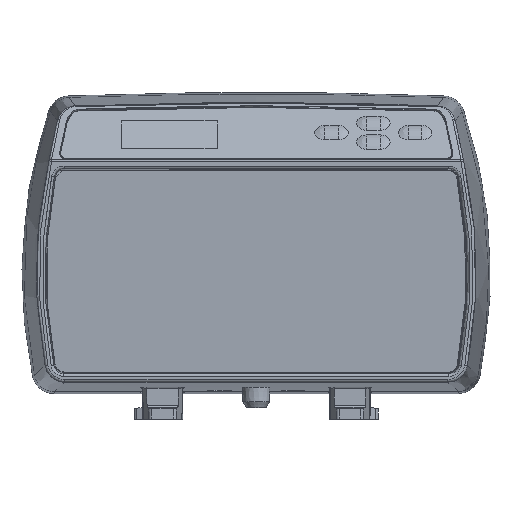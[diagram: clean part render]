
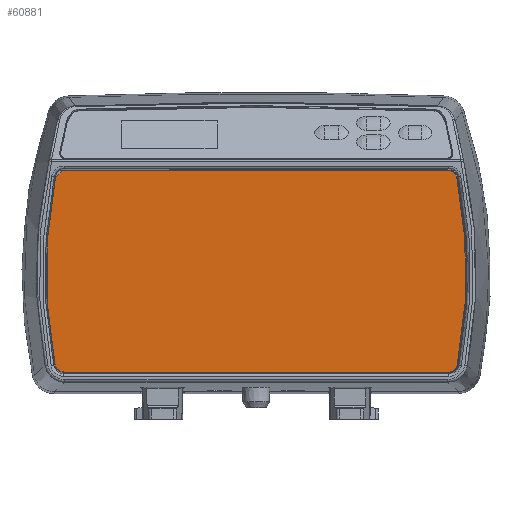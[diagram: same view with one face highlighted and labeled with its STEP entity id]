
A CAD part, top view. The second image highlights one B-rep face of the part: STEP entity #60881.
In plain terms, the highlighted planar face has unit normal (-0.052, 0, 0.999).
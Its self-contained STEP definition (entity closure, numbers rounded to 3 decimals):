
#60459=CARTESIAN_POINT('',(-57.285,30.497,
8.715));
#60460=CARTESIAN_POINT('',(-57.464,30.497,
8.706));
#60461=CARTESIAN_POINT('',(-57.689,30.475,
8.694));
#60462=CARTESIAN_POINT('',(-57.908,30.425,
8.682));
#60463=CARTESIAN_POINT('',(-57.953,30.414,
8.68));
#60465=DIRECTION('',(-0.999,-0.001,-0.052));
#60466=VECTOR('',#60465,114.658);
#60467=CARTESIAN_POINT('',(57.215,30.602,14.716));
#60468=LINE('',#60467,#60466);
#60469=CARTESIAN_POINT('',(59.915,28.387,14.857));
#60470=CARTESIAN_POINT('',(59.88,28.561,14.855));
#60471=CARTESIAN_POINT('',(59.776,28.908,14.85));
#60472=CARTESIAN_POINT('',(59.521,29.388,14.836));
#60473=CARTESIAN_POINT('',(59.176,29.809,14.818));
#60474=CARTESIAN_POINT('',(58.756,30.153,14.796));
#60475=CARTESIAN_POINT('',(58.276,30.41,14.771));
#60476=CARTESIAN_POINT('',(57.755,30.567,14.744));
#60477=CARTESIAN_POINT('',(57.393,30.602,14.725));
#60478=CARTESIAN_POINT('',(57.215,30.602,14.716));
#60480=CARTESIAN_POINT('',(60.067,-27.604,
14.865));
#60481=CARTESIAN_POINT('',(60.509,-25.3,
14.888));
#60482=CARTESIAN_POINT('',(61.282,-20.669,
14.929));
#60483=CARTESIAN_POINT('',(62.107,-13.676,
14.972));
#60484=CARTESIAN_POINT('',(62.595,-6.65,
14.998));
#60485=CARTESIAN_POINT('',(62.746,0.391,
15.006));
#60486=CARTESIAN_POINT('',(62.558,7.434,14.996));
#60487=CARTESIAN_POINT('',(62.032,14.46,14.968));
#60488=CARTESIAN_POINT('',(61.168,21.454,14.923));
#60489=CARTESIAN_POINT('',(60.37,26.083,14.881));
#60490=CARTESIAN_POINT('',(59.915,28.387,14.857));
#60492=CARTESIAN_POINT('',(57.364,-29.833,
14.723));
#60493=CARTESIAN_POINT('',(57.544,-29.834,
14.733));
#60494=CARTESIAN_POINT('',(57.907,-29.798,
14.752));
#60495=CARTESIAN_POINT('',(58.43,-29.64,
14.779));
#60496=CARTESIAN_POINT('',(58.912,-29.381,
14.805));
#60497=CARTESIAN_POINT('',(59.332,-29.034,
14.827));
#60498=CARTESIAN_POINT('',(59.676,-28.611,
14.845));
#60499=CARTESIAN_POINT('',(59.931,-28.128,
14.858));
#60500=CARTESIAN_POINT('',(60.034,-27.779,
14.863));
#60501=CARTESIAN_POINT('',(60.067,-27.604,
14.865));
#60503=DIRECTION('',(0.999,-0.001,0.052));
#60504=VECTOR('',#60503,114.956);
#60505=CARTESIAN_POINT('',(-57.434,-29.728,
8.707));
#60506=LINE('',#60505,#60504);
#60507=CARTESIAN_POINT('',(-60.133,-27.492,
8.566));
#60508=CARTESIAN_POINT('',(-60.1,-27.667,
8.567));
#60509=CARTESIAN_POINT('',(-59.997,-28.017,
8.573));
#60510=CARTESIAN_POINT('',(-59.743,-28.501,
8.586));
#60511=CARTESIAN_POINT('',(-59.398,-28.925,
8.604));
#60512=CARTESIAN_POINT('',(-58.978,-29.273,
8.626));
#60513=CARTESIAN_POINT('',(-58.498,-29.533,
8.651));
#60514=CARTESIAN_POINT('',(-57.975,-29.692,
8.679));
#60515=CARTESIAN_POINT('',(-57.613,-29.728,
8.698));
#60516=CARTESIAN_POINT('',(-57.434,-29.728,
8.707));
#60518=CARTESIAN_POINT('',(-59.982,28.275,
8.574));
#60519=CARTESIAN_POINT('',(-60.432,25.982,
8.55));
#60520=CARTESIAN_POINT('',(-61.223,21.373,
8.509));
#60521=CARTESIAN_POINT('',(-62.078,14.411,
8.464));
#60522=CARTESIAN_POINT('',(-62.6,7.416,
8.436));
#60523=CARTESIAN_POINT('',(-62.787,0.402,
8.427));
#60524=CARTESIAN_POINT('',(-62.639,-6.612,
8.434));
#60525=CARTESIAN_POINT('',(-62.155,-13.612,
8.46));
#60526=CARTESIAN_POINT('',(-61.338,-20.581,
8.503));
#60527=CARTESIAN_POINT('',(-60.571,-25.195,
8.543));
#60528=CARTESIAN_POINT('',(-60.133,-27.492,
8.566));
#60530=CARTESIAN_POINT('',(-59.951,28.414,
8.575));
#60531=CARTESIAN_POINT('',(-59.962,28.368,
8.575));
#60532=CARTESIAN_POINT('',(-59.973,28.322,
8.574));
#60533=CARTESIAN_POINT('',(-59.982,28.275,
8.574));
#60535=DIRECTION('',(0.706,0.707,0.037));
#60536=VECTOR('',#60535,2.828);
#60537=CARTESIAN_POINT('',(-59.951,28.414,
8.575));
#60538=LINE('',#60537,#60536);
#60549=VERTEX_POINT('',#60507);
#60550=VERTEX_POINT('',#60516);
#60551=CARTESIAN_POINT('',(57.364,-29.833,
14.723));
#60552=VERTEX_POINT('',#60551);
#60553=VERTEX_POINT('',#60501);
#60554=VERTEX_POINT('',#60490);
#60555=VERTEX_POINT('',#60478);
#60556=CARTESIAN_POINT('',(-57.285,30.497,
8.715));
#60557=VERTEX_POINT('',#60556);
#60558=VERTEX_POINT('',#60518);
#60560=VERTEX_POINT('',#60463);
#60562=VERTEX_POINT('',#60530);
#60863=CARTESIAN_POINT('',(0.522,0.,11.745));
#60864=DIRECTION('',(-0.052,0.,0.999));
#60865=DIRECTION('',(0.999,0.,0.052));
#60866=AXIS2_PLACEMENT_3D('',#60863,#60864,#60865);
#60867=PLANE('',#60866);
#60868=ORIENTED_EDGE('',*,*,#60641,.F.);
#60869=ORIENTED_EDGE('',*,*,#60663,.F.);
#60870=ORIENTED_EDGE('',*,*,#60696,.F.);
#60871=ORIENTED_EDGE('',*,*,#60730,.F.);
#60872=ORIENTED_EDGE('',*,*,#60763,.F.);
#60873=ORIENTED_EDGE('',*,*,#60784,.F.);
#60874=ORIENTED_EDGE('',*,*,#60817,.F.);
#60875=ORIENTED_EDGE('',*,*,#60850,.F.);
#60876=ORIENTED_EDGE('',*,*,#60578,.F.);
#60878=ORIENTED_EDGE('',*,*,#60877,.T.);
#60879=EDGE_LOOP('',(#60868,#60869,#60870,#60871,#60872,#60873,#60874,#60875,
#60876,#60878));
#60880=FACE_OUTER_BOUND('',#60879,.F.);
#60881=ADVANCED_FACE('',(#60880),#60867,.T.);
#60464=B_SPLINE_CURVE_WITH_KNOTS('',3,(#60459,#60460,#60461,#60462,#60463),
.UNSPECIFIED.,.F.,.F.,(4,1,4),(0.,0.794,1.),.UNSPECIFIED.);
#60479=B_SPLINE_CURVE_WITH_KNOTS('',3,(#60469,#60470,#60471,#60472,#60473,
#60474,#60475,#60476,#60477,#60478),.UNSPECIFIED.,.F.,.F.,(4,1,1,1,1,1,1,4),(
0.,0.141,0.285,0.429,0.57,
0.714,0.858,1.),.UNSPECIFIED.);
#60491=B_SPLINE_CURVE_WITH_KNOTS('',3,(#60480,#60481,#60482,#60483,#60484,
#60485,#60486,#60487,#60488,#60489,#60490),.UNSPECIFIED.,.F.,.F.,(4,1,1,1,1,1,1,
1,4),(0.,0.125,0.25,0.375,
0.5,0.625,0.75,0.875,1.),
.UNSPECIFIED.);
#60502=B_SPLINE_CURVE_WITH_KNOTS('',3,(#60492,#60493,#60494,#60495,#60496,
#60497,#60498,#60499,#60500,#60501),.UNSPECIFIED.,.F.,.F.,(4,1,1,1,1,1,1,4),(
0.,0.142,0.286,0.43,0.571,
0.715,0.859,1.),.UNSPECIFIED.);
#60517=B_SPLINE_CURVE_WITH_KNOTS('',3,(#60507,#60508,#60509,#60510,#60511,
#60512,#60513,#60514,#60515,#60516),.UNSPECIFIED.,.F.,.F.,(4,1,1,1,1,1,1,4),(
0.,0.141,0.286,0.429,0.571,
0.714,0.858,1.),.UNSPECIFIED.);
#60529=B_SPLINE_CURVE_WITH_KNOTS('',3,(#60518,#60519,#60520,#60521,#60522,
#60523,#60524,#60525,#60526,#60527,#60528),.UNSPECIFIED.,.F.,.F.,(4,1,1,1,1,1,1,
1,4),(0.,0.125,0.25,0.375,
0.5,0.625,0.75,0.875,1.),
.UNSPECIFIED.);
#60534=B_SPLINE_CURVE_WITH_KNOTS('',3,(#60530,#60531,#60532,#60533),
.UNSPECIFIED.,.F.,.F.,(4,4),(0.,1.),.UNSPECIFIED.);
#60578=EDGE_CURVE('',#60562,#60558,#60534,.T.);
#60641=EDGE_CURVE('',#60557,#60560,#60464,.T.);
#60663=EDGE_CURVE('',#60555,#60557,#60468,.T.);
#60696=EDGE_CURVE('',#60554,#60555,#60479,.T.);
#60730=EDGE_CURVE('',#60553,#60554,#60491,.T.);
#60763=EDGE_CURVE('',#60552,#60553,#60502,.T.);
#60784=EDGE_CURVE('',#60550,#60552,#60506,.T.);
#60817=EDGE_CURVE('',#60549,#60550,#60517,.T.);
#60850=EDGE_CURVE('',#60558,#60549,#60529,.T.);
#60877=EDGE_CURVE('',#60562,#60560,#60538,.T.);
